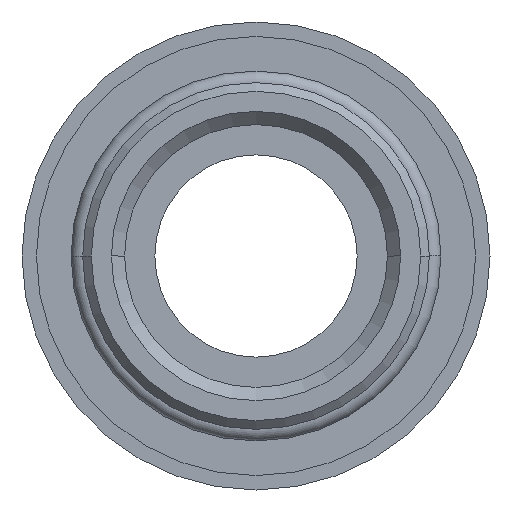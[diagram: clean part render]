
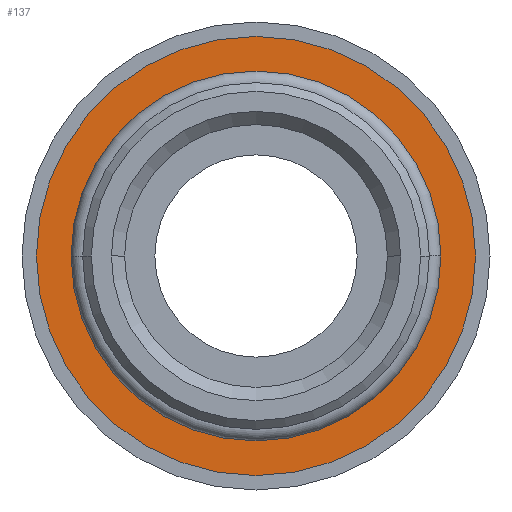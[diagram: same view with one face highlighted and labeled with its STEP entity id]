
A CAD part, front view. The second image highlights one B-rep face of the part: STEP entity #137.
In plain terms, the highlighted planar face has unit normal (0, -1, 0).
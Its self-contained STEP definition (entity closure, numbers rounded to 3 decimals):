
#137=ADVANCED_FACE('',(#311,#312),#313,.T.);
#311=FACE_OUTER_BOUND('',#524,.T.);
#312=FACE_BOUND('',#525,.T.);
#313=PLANE('',#526);
#524=EDGE_LOOP('',(#850,#851));
#525=EDGE_LOOP('',(#852,#853));
#526=AXIS2_PLACEMENT_3D('',#854,#855,#856);
#850=ORIENTED_EDGE('',*,*,#1285,.F.);
#851=ORIENTED_EDGE('',*,*,#1289,.F.);
#852=ORIENTED_EDGE('',*,*,#1290,.T.);
#853=ORIENTED_EDGE('',*,*,#1291,.T.);
#854=CARTESIAN_POINT('',(6.8,4.0,0.0));
#855=DIRECTION('',(-0.0,-1.0,-0.0));
#856=DIRECTION('',(-1.0,0.0,0.0));
#1285=EDGE_CURVE('',#1542,#1545,#1546,.T.);
#1289=EDGE_CURVE('',#1545,#1542,#1551,.T.);
#1290=EDGE_CURVE('',#1552,#1553,#1554,.T.);
#1291=EDGE_CURVE('',#1553,#1552,#1555,.T.);
#1542=VERTEX_POINT('',#2016);
#1545=VERTEX_POINT('',#2020);
#1546=CIRCLE('',#2021,7.6);
#1551=CIRCLE('',#2027,7.6);
#1552=VERTEX_POINT('',#2028);
#1553=VERTEX_POINT('',#2029);
#1554=CIRCLE('',#2030,6.0);
#1555=CIRCLE('',#2031,6.0);
#2016=CARTESIAN_POINT('',(7.6,4.0,0.0));
#2020=CARTESIAN_POINT('',(-7.6,4.0,0.));
#2021=AXIS2_PLACEMENT_3D('',#2388,#2389,#2390);
#2027=AXIS2_PLACEMENT_3D('',#2395,#2396,#2397);
#2028=CARTESIAN_POINT('',(6.0,4.0,0.0));
#2029=CARTESIAN_POINT('',(-6.0,4.0,0.));
#2030=AXIS2_PLACEMENT_3D('',#2398,#2399,#2400);
#2031=AXIS2_PLACEMENT_3D('',#2401,#2402,#2403);
#2388=CARTESIAN_POINT('',(0.0,4.0,0.0));
#2389=DIRECTION('',(-0.0,1.0,0.0));
#2390=DIRECTION('',(1.0,0.0,0.0));
#2395=CARTESIAN_POINT('',(0.0,4.0,0.0));
#2396=DIRECTION('',(-0.0,1.0,0.0));
#2397=DIRECTION('',(1.0,0.0,0.0));
#2398=CARTESIAN_POINT('',(0.0,4.0,0.0));
#2399=DIRECTION('',(-0.0,1.0,0.0));
#2400=DIRECTION('',(1.0,0.0,0.0));
#2401=CARTESIAN_POINT('',(0.0,4.0,0.0));
#2402=DIRECTION('',(-0.0,1.0,0.0));
#2403=DIRECTION('',(1.0,0.0,0.0));
